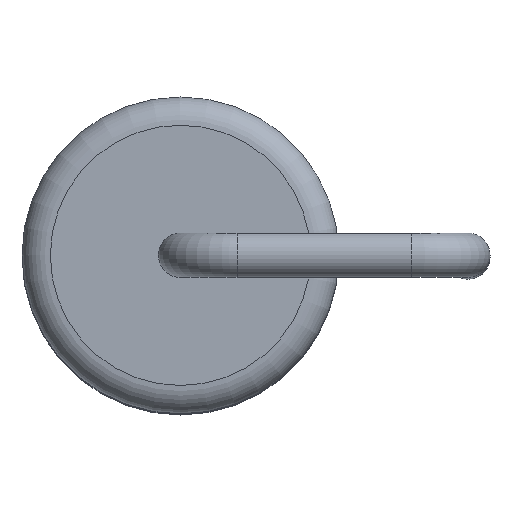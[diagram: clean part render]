
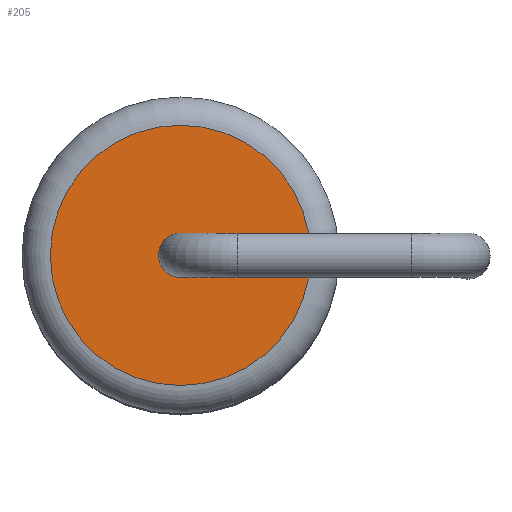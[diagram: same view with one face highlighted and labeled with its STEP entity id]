
A CAD part, top view. The second image highlights one B-rep face of the part: STEP entity #205.
In plain terms, the highlighted planar face has unit normal (0, 0, 1).
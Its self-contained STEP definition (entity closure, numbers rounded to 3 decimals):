
#20=PLANE($,#236);
#50=FACE_OUTER_BOUND($,#73,.T.);
#73=EDGE_LOOP($,(#163));
#106=CIRCLE($,#233,2.3);
#124=VERTEX_POINT($,#354);
#142=EDGE_CURVE($,#124,#124,#106,.T.);
#163=ORIENTED_EDGE($,*,*,#142,.F.);
#205=ADVANCED_FACE($,(#50),#20,.T.);
#233=AXIS2_PLACEMENT_3D($,#355,#276,#277);
#236=AXIS2_PLACEMENT_3D($,#359,#282,#283);
#276=DIRECTION('center_axis',(0.,0.,
-1.));
#277=DIRECTION('ref_axis',(-1.,0.,0.));
#282=DIRECTION('center_axis',(0.,0.,
1.));
#283=DIRECTION('ref_axis',(-1.,0.,0.));
#354=CARTESIAN_POINT('',(2.3,0.,14.));
#355=CARTESIAN_POINT('Origin',(0.,0.,
14.));
#359=CARTESIAN_POINT('Origin',(0.,0.,
14.));
